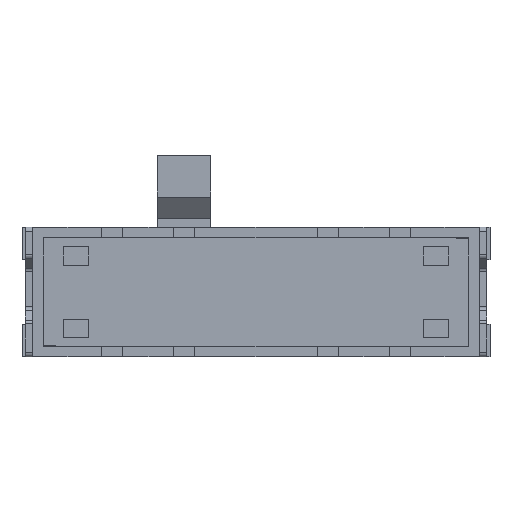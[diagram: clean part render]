
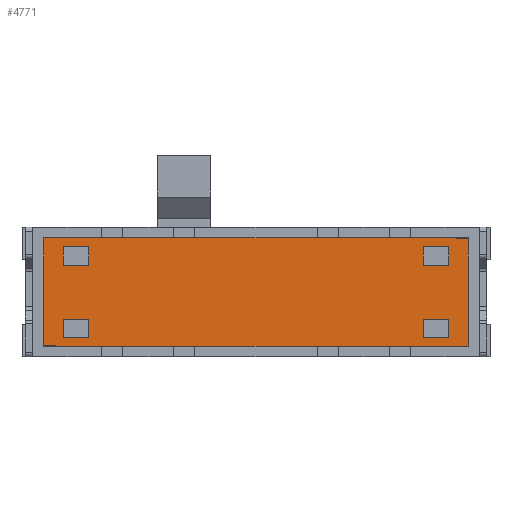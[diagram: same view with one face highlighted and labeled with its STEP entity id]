
A CAD part, front view. The second image highlights one B-rep face of the part: STEP entity #4771.
In plain terms, the highlighted planar face has unit normal (0, -1, 0).
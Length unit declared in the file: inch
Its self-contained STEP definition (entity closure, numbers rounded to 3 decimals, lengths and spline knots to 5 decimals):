
#34=DIRECTION('',(0.,0.,-1.));
#35=VECTOR('',#34,0.11811);
#36=CARTESIAN_POINT('',(0.23228,0.,0.05906));
#37=LINE('',#36,#35);
#38=DIRECTION('',(-1.,0.,0.));
#39=VECTOR('',#38,0.46457);
#40=CARTESIAN_POINT('',(0.23228,0.,-0.05906));
#41=LINE('',#40,#39);
#42=DIRECTION('',(0.,0.,1.));
#43=VECTOR('',#42,0.11811);
#44=CARTESIAN_POINT('',(-0.23228,0.,-0.05906));
#45=LINE('',#44,#43);
#46=DIRECTION('',(1.,0.,0.));
#47=VECTOR('',#46,0.46457);
#48=CARTESIAN_POINT('',(-0.23228,0.,0.05906));
#49=LINE('',#48,#47);
#50=DIRECTION('',(-1.,0.,0.));
#51=VECTOR('',#50,0.02756);
#52=CARTESIAN_POINT('',(-0.18307,0.,-0.02953));
#53=LINE('',#52,#51);
#54=DIRECTION('',(0.,0.,-1.));
#55=VECTOR('',#54,0.01969);
#56=CARTESIAN_POINT('',(-0.21063,0.,-0.02953));
#57=LINE('',#56,#55);
#58=DIRECTION('',(1.,0.,0.));
#59=VECTOR('',#58,0.02756);
#60=CARTESIAN_POINT('',(-0.21063,0.,-0.04921));
#61=LINE('',#60,#59);
#62=DIRECTION('',(0.,0.,1.));
#63=VECTOR('',#62,0.01969);
#64=CARTESIAN_POINT('',(-0.18307,0.,-0.04921));
#65=LINE('',#64,#63);
#66=DIRECTION('',(0.,0.,-1.));
#67=VECTOR('',#66,0.01969);
#68=CARTESIAN_POINT('',(0.18307,0.,-0.02953));
#69=LINE('',#68,#67);
#70=DIRECTION('',(1.,0.,0.));
#71=VECTOR('',#70,0.02756);
#72=CARTESIAN_POINT('',(0.18307,0.,-0.04921));
#73=LINE('',#72,#71);
#74=DIRECTION('',(0.,0.,1.));
#75=VECTOR('',#74,0.01969);
#76=CARTESIAN_POINT('',(0.21063,0.,-0.04921));
#77=LINE('',#76,#75);
#78=DIRECTION('',(-1.,0.,0.));
#79=VECTOR('',#78,0.02756);
#80=CARTESIAN_POINT('',(0.21063,0.,-0.02953));
#81=LINE('',#80,#79);
#82=DIRECTION('',(0.,0.,1.));
#83=VECTOR('',#82,0.01969);
#84=CARTESIAN_POINT('',(-0.18307,0.,0.02953));
#85=LINE('',#84,#83);
#86=DIRECTION('',(-1.,0.,0.));
#87=VECTOR('',#86,0.02756);
#88=CARTESIAN_POINT('',(-0.18307,0.,0.04921));
#89=LINE('',#88,#87);
#90=DIRECTION('',(0.,0.,-1.));
#91=VECTOR('',#90,0.01969);
#92=CARTESIAN_POINT('',(-0.21063,0.,0.04921));
#93=LINE('',#92,#91);
#94=DIRECTION('',(1.,0.,0.));
#95=VECTOR('',#94,0.02756);
#96=CARTESIAN_POINT('',(-0.21063,0.,0.02953));
#97=LINE('',#96,#95);
#98=DIRECTION('',(1.,0.,0.));
#99=VECTOR('',#98,0.02756);
#100=CARTESIAN_POINT('',(0.18307,0.,0.02953));
#101=LINE('',#100,#99);
#102=DIRECTION('',(0.,0.,1.));
#103=VECTOR('',#102,0.01969);
#104=CARTESIAN_POINT('',(0.21063,0.,0.02953));
#105=LINE('',#104,#103);
#106=DIRECTION('',(-1.,0.,0.));
#107=VECTOR('',#106,0.02756);
#108=CARTESIAN_POINT('',(0.21063,0.,0.04921));
#109=LINE('',#108,#107);
#110=DIRECTION('',(0.,0.,-1.));
#111=VECTOR('',#110,0.01969);
#112=CARTESIAN_POINT('',(0.18307,0.,0.04921));
#113=LINE('',#112,#111);
#3760=CARTESIAN_POINT('',(0.23228,0.,0.05906));
#3761=CARTESIAN_POINT('',(0.23228,0.,-0.05906));
#3762=VERTEX_POINT('',#3760);
#3763=VERTEX_POINT('',#3761);
#3764=CARTESIAN_POINT('',(-0.23228,0.,-0.05906));
#3765=VERTEX_POINT('',#3764);
#3766=CARTESIAN_POINT('',(-0.23228,0.,0.05906));
#3767=VERTEX_POINT('',#3766);
#3846=CARTESIAN_POINT('',(-0.18307,0.,-0.02953));
#3847=CARTESIAN_POINT('',(-0.21063,0.,-0.02953));
#3848=VERTEX_POINT('',#3846);
#3849=VERTEX_POINT('',#3847);
#3850=CARTESIAN_POINT('',(-0.21063,0.,-0.04921));
#3851=VERTEX_POINT('',#3850);
#3852=CARTESIAN_POINT('',(-0.18307,0.,-0.04921));
#3853=VERTEX_POINT('',#3852);
#3854=CARTESIAN_POINT('',(0.18307,0.,-0.02953));
#3855=CARTESIAN_POINT('',(0.18307,0.,-0.04921));
#3856=VERTEX_POINT('',#3854);
#3857=VERTEX_POINT('',#3855);
#3858=CARTESIAN_POINT('',(0.21063,0.,-0.04921));
#3859=VERTEX_POINT('',#3858);
#3860=CARTESIAN_POINT('',(0.21063,0.,-0.02953));
#3861=VERTEX_POINT('',#3860);
#3862=CARTESIAN_POINT('',(-0.18307,0.,0.02953));
#3863=CARTESIAN_POINT('',(-0.18307,0.,0.04921));
#3864=VERTEX_POINT('',#3862);
#3865=VERTEX_POINT('',#3863);
#3866=CARTESIAN_POINT('',(-0.21063,0.,0.04921));
#3867=VERTEX_POINT('',#3866);
#3868=CARTESIAN_POINT('',(-0.21063,0.,0.02953));
#3869=VERTEX_POINT('',#3868);
#3870=CARTESIAN_POINT('',(0.18307,0.,0.02953));
#3871=CARTESIAN_POINT('',(0.21063,0.,0.02953));
#3872=VERTEX_POINT('',#3870);
#3873=VERTEX_POINT('',#3871);
#3874=CARTESIAN_POINT('',(0.21063,0.,0.04921));
#3875=VERTEX_POINT('',#3874);
#3876=CARTESIAN_POINT('',(0.18307,0.,0.04921));
#3877=VERTEX_POINT('',#3876);
#4716=CARTESIAN_POINT('',(0.,0.,0.));
#4717=DIRECTION('',(0.,1.,0.));
#4718=DIRECTION('',(1.,0.,0.));
#4719=AXIS2_PLACEMENT_3D('',#4716,#4717,#4718);
#4720=PLANE('',#4719);
#4722=ORIENTED_EDGE('',*,*,#4721,.T.);
#4724=ORIENTED_EDGE('',*,*,#4723,.T.);
#4726=ORIENTED_EDGE('',*,*,#4725,.T.);
#4728=ORIENTED_EDGE('',*,*,#4727,.T.);
#4729=EDGE_LOOP('',(#4722,#4724,#4726,#4728));
#4730=FACE_OUTER_BOUND('',#4729,.F.);
#4732=ORIENTED_EDGE('',*,*,#4731,.T.);
#4734=ORIENTED_EDGE('',*,*,#4733,.T.);
#4736=ORIENTED_EDGE('',*,*,#4735,.T.);
#4738=ORIENTED_EDGE('',*,*,#4737,.T.);
#4739=EDGE_LOOP('',(#4732,#4734,#4736,#4738));
#4740=FACE_BOUND('',#4739,.F.);
#4742=ORIENTED_EDGE('',*,*,#4741,.T.);
#4744=ORIENTED_EDGE('',*,*,#4743,.T.);
#4746=ORIENTED_EDGE('',*,*,#4745,.T.);
#4748=ORIENTED_EDGE('',*,*,#4747,.T.);
#4749=EDGE_LOOP('',(#4742,#4744,#4746,#4748));
#4750=FACE_BOUND('',#4749,.F.);
#4752=ORIENTED_EDGE('',*,*,#4751,.T.);
#4754=ORIENTED_EDGE('',*,*,#4753,.T.);
#4756=ORIENTED_EDGE('',*,*,#4755,.T.);
#4758=ORIENTED_EDGE('',*,*,#4757,.T.);
#4759=EDGE_LOOP('',(#4752,#4754,#4756,#4758));
#4760=FACE_BOUND('',#4759,.F.);
#4762=ORIENTED_EDGE('',*,*,#4761,.T.);
#4764=ORIENTED_EDGE('',*,*,#4763,.T.);
#4766=ORIENTED_EDGE('',*,*,#4765,.T.);
#4768=ORIENTED_EDGE('',*,*,#4767,.T.);
#4769=EDGE_LOOP('',(#4762,#4764,#4766,#4768));
#4770=FACE_BOUND('',#4769,.F.);
#4771=ADVANCED_FACE('',(#4730,#4740,#4750,#4760,#4770),#4720,.F.);
#4721=EDGE_CURVE('',#3762,#3763,#37,.T.);
#4723=EDGE_CURVE('',#3763,#3765,#41,.T.);
#4725=EDGE_CURVE('',#3765,#3767,#45,.T.);
#4727=EDGE_CURVE('',#3767,#3762,#49,.T.);
#4731=EDGE_CURVE('',#3848,#3849,#53,.T.);
#4733=EDGE_CURVE('',#3849,#3851,#57,.T.);
#4735=EDGE_CURVE('',#3851,#3853,#61,.T.);
#4737=EDGE_CURVE('',#3853,#3848,#65,.T.);
#4741=EDGE_CURVE('',#3856,#3857,#69,.T.);
#4743=EDGE_CURVE('',#3857,#3859,#73,.T.);
#4745=EDGE_CURVE('',#3859,#3861,#77,.T.);
#4747=EDGE_CURVE('',#3861,#3856,#81,.T.);
#4751=EDGE_CURVE('',#3864,#3865,#85,.T.);
#4753=EDGE_CURVE('',#3865,#3867,#89,.T.);
#4755=EDGE_CURVE('',#3867,#3869,#93,.T.);
#4757=EDGE_CURVE('',#3869,#3864,#97,.T.);
#4761=EDGE_CURVE('',#3872,#3873,#101,.T.);
#4763=EDGE_CURVE('',#3873,#3875,#105,.T.);
#4765=EDGE_CURVE('',#3875,#3877,#109,.T.);
#4767=EDGE_CURVE('',#3877,#3872,#113,.T.);
